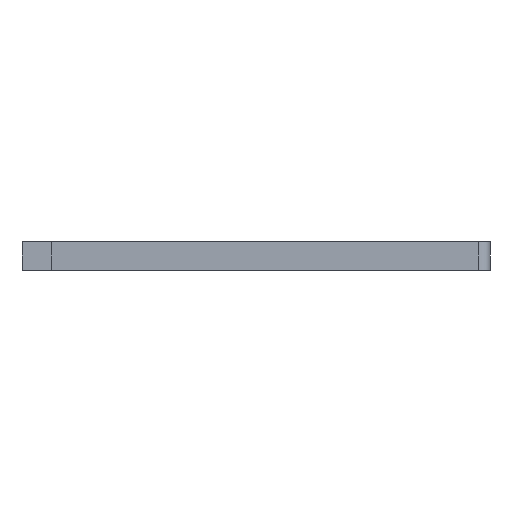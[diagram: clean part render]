
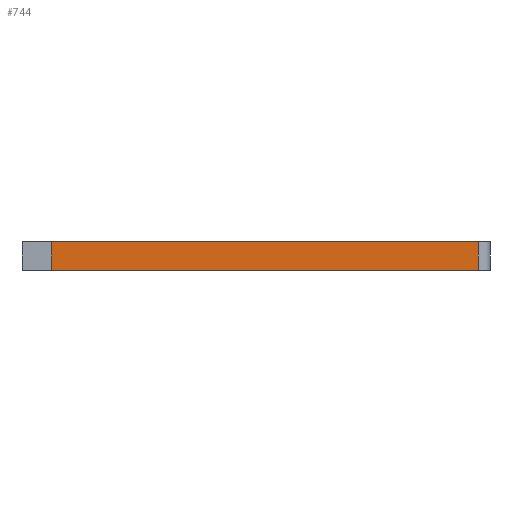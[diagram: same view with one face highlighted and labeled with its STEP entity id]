
A CAD part, front view. The second image highlights one B-rep face of the part: STEP entity #744.
In plain terms, the highlighted planar face has unit normal (0, -1, 0).
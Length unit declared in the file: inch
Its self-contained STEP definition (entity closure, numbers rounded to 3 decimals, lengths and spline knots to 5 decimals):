
#1 = EDGE_LOOP ( 'NONE', ( #453, #457, #519, #404 ) ) ;
#27 = VECTOR ( 'NONE', #405, 39.37008 ) ;
#95 = LINE ( 'NONE', #443, #592 ) ;
#97 = VECTOR ( 'NONE', #401, 39.37008 ) ;
#187 = CARTESIAN_POINT ( 'NONE',  ( 0., 0., 0. ) ) ;
#224 = CARTESIAN_POINT ( 'NONE',  ( 1.825, 0., -0.12 ) ) ;
#268 = CARTESIAN_POINT ( 'NONE',  ( 1.825, 0., 0. ) ) ;
#271 = VERTEX_POINT ( 'NONE', #959 ) ;
#290 = VERTEX_POINT ( 'NONE', #806 ) ;
#348 = VERTEX_POINT ( 'NONE', #187 ) ;
#371 = LINE ( 'NONE', #707, #557 ) ;
#401 = DIRECTION ( 'NONE',  ( 0., 0., 1. ) ) ;
#404 = ORIENTED_EDGE ( 'NONE', *, *, #669, .T. ) ;
#405 = DIRECTION ( 'NONE',  ( -1., 0., 0. ) ) ;
#406 = AXIS2_PLACEMENT_3D ( 'NONE', #1092, #917, #484 ) ;
#432 = VERTEX_POINT ( 'NONE', #885 ) ;
#435 = EDGE_CURVE ( 'NONE', #290, #271, #95, .T. ) ;
#443 = CARTESIAN_POINT ( 'NONE',  ( 1.825, 0., -0.12 ) ) ;
#453 = ORIENTED_EDGE ( 'NONE', *, *, #675, .T. ) ;
#457 = ORIENTED_EDGE ( 'NONE', *, *, #981, .F. ) ;
#484 = DIRECTION ( 'NONE',  ( -1., 0., 0. ) ) ;
#519 = ORIENTED_EDGE ( 'NONE', *, *, #435, .F. ) ;
#557 = VECTOR ( 'NONE', #703, 39.37008 ) ;
#580 = FACE_OUTER_BOUND ( 'NONE', #1, .T. ) ;
#592 = VECTOR ( 'NONE', #1048, 39.37008 ) ;
#664 = LINE ( 'NONE', #224, #97 ) ;
#669 = EDGE_CURVE ( 'NONE', #290, #432, #664, .T. ) ;
#675 = EDGE_CURVE ( 'NONE', #432, #348, #820, .T. ) ;
#703 = DIRECTION ( 'NONE',  ( 0., 0., 1. ) ) ;
#707 = CARTESIAN_POINT ( 'NONE',  ( 0., 0., -0.12 ) ) ;
#744 = ADVANCED_FACE ( 'NONE', ( #580 ), #1015, .F. ) ;
#806 = CARTESIAN_POINT ( 'NONE',  ( 1.825, 0., -0.12 ) ) ;
#820 = LINE ( 'NONE', #268, #27 ) ;
#885 = CARTESIAN_POINT ( 'NONE',  ( 1.825, 0., 0. ) ) ;
#917 = DIRECTION ( 'NONE',  ( 0., 1., 0. ) ) ;
#959 = CARTESIAN_POINT ( 'NONE',  ( 0., 0., -0.12 ) ) ;
#981 = EDGE_CURVE ( 'NONE', #271, #348, #371, .T. ) ;
#1015 = PLANE ( 'NONE',  #406 ) ;
#1048 = DIRECTION ( 'NONE',  ( -1., 0., 0. ) ) ;
#1092 = CARTESIAN_POINT ( 'NONE',  ( 1.825, 0., -0.12 ) ) ;
